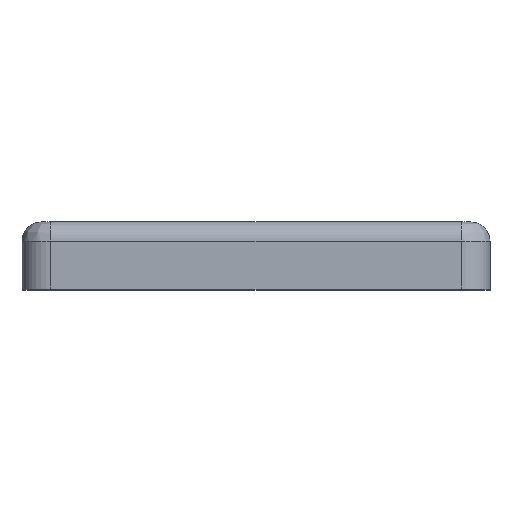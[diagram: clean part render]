
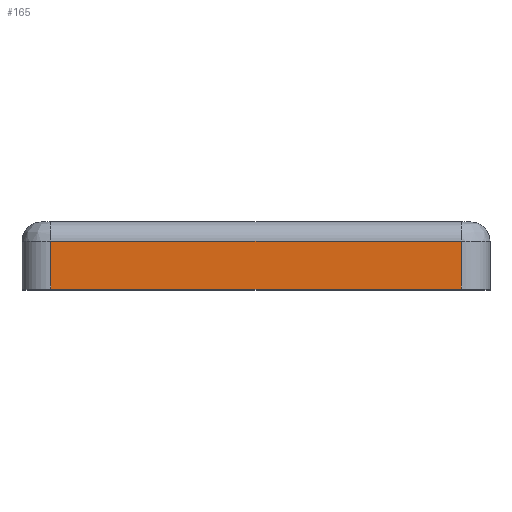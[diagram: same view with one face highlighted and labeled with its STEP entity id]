
A CAD part, top view. The second image highlights one B-rep face of the part: STEP entity #165.
In plain terms, the highlighted planar face has unit normal (0, 0, 1).
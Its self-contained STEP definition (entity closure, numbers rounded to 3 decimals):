
#165 = ADVANCED_FACE( 'NONE', ( #362 ), #363, .T. );
#362 = FACE_OUTER_BOUND( '', #675, .T. );
#363 = PLANE( '', #676 );
#675 = EDGE_LOOP( '', ( #1184, #1185, #1186, #1187 ) );
#676 = AXIS2_PLACEMENT_3D( '', #1188, #1189, #1190 );
#1184 = ORIENTED_EDGE( '', *, *, #1598, .T. );
#1185 = ORIENTED_EDGE( '', *, *, #1537, .F. );
#1186 = ORIENTED_EDGE( '', *, *, #1627, .F. );
#1187 = ORIENTED_EDGE( '', *, *, #1628, .T. );
#1188 = CARTESIAN_POINT( '', ( -10.7, 0., 15. ) );
#1189 = DIRECTION( '', ( 0., 0., 1. ) );
#1190 = DIRECTION( '', ( 1., 0., 0. ) );
#1537 = EDGE_CURVE( 'NONE', #1752, #1839, #1840, .T. );
#1598 = EDGE_CURVE( 'NONE', #1933, #1839, #1934, .T. );
#1627 = EDGE_CURVE( 'NONE', #1973, #1752, #1974, .T. );
#1628 = EDGE_CURVE( 'NONE', #1973, #1933, #1975, .T. );
#1752 = VERTEX_POINT( 'NONE', #2122 );
#1839 = VERTEX_POINT( 'NONE', #2225 );
#1840 = LINE( '', #2226, #2227 );
#1933 = VERTEX_POINT( 'NONE', #2343 );
#1934 = LINE( '', #2344, #2345 );
#1973 = VERTEX_POINT( 'NONE', #2394 );
#1974 = LINE( '', #2395, #2396 );
#1975 = LINE( '', #2397, #2398 );
#2122 = CARTESIAN_POINT( '', ( 10.7, -1., 15. ) );
#2225 = CARTESIAN_POINT( '', ( 10.7, -3.5, 15. ) );
#2226 = CARTESIAN_POINT( '', ( 10.7, 0., 15. ) );
#2227 = VECTOR( '', #2612, 1000. );
#2343 = CARTESIAN_POINT( '', ( -10.7, -3.5, 15. ) );
#2344 = CARTESIAN_POINT( '', ( -10.7, -3.5, 15. ) );
#2345 = VECTOR( '', #2720, 1000. );
#2394 = CARTESIAN_POINT( '', ( -10.7, -1., 15. ) );
#2395 = CARTESIAN_POINT( '', ( -10.7, -1., 15. ) );
#2396 = VECTOR( '', #2758, 1000. );
#2397 = CARTESIAN_POINT( '', ( -10.7, 0., 15. ) );
#2398 = VECTOR( '', #2759, 1000. );
#2612 = DIRECTION( '', ( 0., -1., 0. ) );
#2720 = DIRECTION( '', ( 1., 0., 0. ) );
#2758 = DIRECTION( '', ( 1., 0., 0. ) );
#2759 = DIRECTION( '', ( 0., -1., 0. ) );
